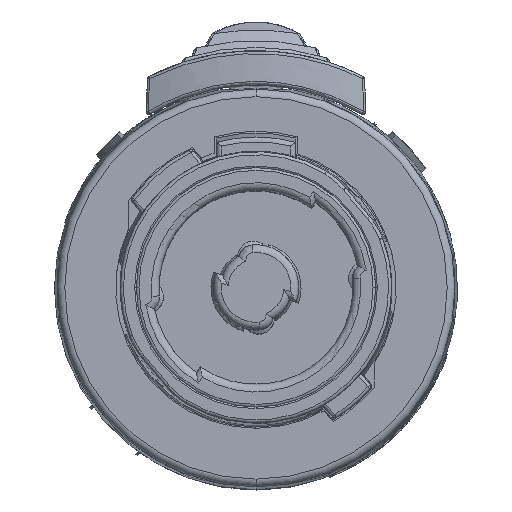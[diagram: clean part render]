
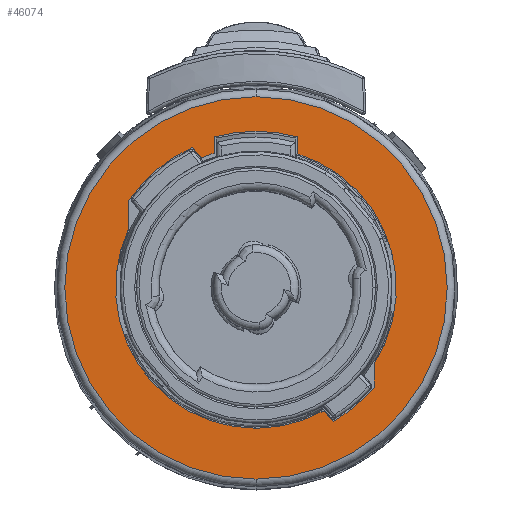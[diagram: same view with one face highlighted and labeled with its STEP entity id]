
A CAD part, top view. The second image highlights one B-rep face of the part: STEP entity #46074.
In plain terms, the highlighted planar face has unit normal (0, 0, 1).
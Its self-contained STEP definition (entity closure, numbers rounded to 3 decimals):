
#14504=CARTESIAN_POINT('',(0.,0.,0.15));
#14505=DIRECTION('',(0.,0.,1.));
#14506=DIRECTION('',(0.,1.,0.));
#14507=AXIS2_PLACEMENT_3D('',#14504,#14505,#14506);
#14509=CARTESIAN_POINT('',(0.,0.,0.15));
#14510=DIRECTION('',(0.,0.,-1.));
#14511=DIRECTION('',(0.,1.,0.));
#14512=AXIS2_PLACEMENT_3D('',#14509,#14510,#14511);
#14514=DIRECTION('',(0.,-1.,0.));
#14515=VECTOR('',#14514,1.813);
#14516=CARTESIAN_POINT('',(-8.209,5.622,0.15));
#14517=LINE('',#14516,#14515);
#14518=DIRECTION('',(0.643,-0.766,0.));
#14519=VECTOR('',#14518,0.915);
#14520=CARTESIAN_POINT('',(4.389,-7.914,0.15));
#14521=LINE('',#14520,#14519);
#14522=CARTESIAN_POINT('',(0.,0.,0.15));
#14523=DIRECTION('',(0.,0.,1.));
#14524=DIRECTION('',(0.5,-0.866,0.));
#14525=AXIS2_PLACEMENT_3D('',#14522,#14523,#14524);
#14527=DIRECTION('',(0.,1.,0.));
#14528=VECTOR('',#14527,1.516);
#14529=CARTESIAN_POINT('',(7.62,-6.398,0.15));
#14530=LINE('',#14529,#14528);
#14531=DIRECTION('',(0.,1.,0.));
#14532=VECTOR('',#14531,1.095);
#14533=CARTESIAN_POINT('',(2.7,8.638,0.15));
#14534=LINE('',#14533,#14532);
#14535=CARTESIAN_POINT('',(0.,0.,0.15));
#14536=DIRECTION('',(0.,0.,1.));
#14537=DIRECTION('',(0.267,0.964,0.));
#14538=AXIS2_PLACEMENT_3D('',#14535,#14536,#14537);
#14540=DIRECTION('',(0.,-1.,0.));
#14541=VECTOR('',#14540,1.042);
#14542=CARTESIAN_POINT('',(-2.7,9.732,0.15));
#14543=LINE('',#14542,#14541);
#14544=CARTESIAN_POINT('',(0.,0.,0.15));
#14545=DIRECTION('',(0.,0.,1.));
#14546=DIRECTION('',(-0.297,0.955,0.));
#14547=AXIS2_PLACEMENT_3D('',#14544,#14545,#14546);
#14549=DIRECTION('',(-0.643,0.766,0.));
#14550=VECTOR('',#14549,0.886);
#14551=CARTESIAN_POINT('',(-3.542,8.382,0.15));
#14552=LINE('',#14551,#14550);
#14553=CARTESIAN_POINT('',(0.,0.,0.15));
#14554=DIRECTION('',(0.,0.,1.));
#14555=DIRECTION('',(-0.413,0.911,0.));
#14556=AXIS2_PLACEMENT_3D('',#14553,#14554,#14555);
#18139=CARTESIAN_POINT('',(0.,0.,0.15));
#18140=DIRECTION('',(0.,0.,-1.));
#18141=DIRECTION('',(0.485,-0.875,0.));
#18142=AXIS2_PLACEMENT_3D('',#18139,#18140,#18141);
#18149=CARTESIAN_POINT('',(0.,0.,0.15));
#18150=DIRECTION('',(0.,0.,-1.));
#18151=DIRECTION('',(0.298,0.954,0.));
#18152=AXIS2_PLACEMENT_3D('',#18149,#18150,#18151);
#21087=CARTESIAN_POINT('',(0.,12.33,0.15));
#21089=VERTEX_POINT('',#21087);
#21094=CARTESIAN_POINT('',(0.,-12.33,0.15));
#21095=VERTEX_POINT('',#21094);
#21096=CARTESIAN_POINT('',(2.7,9.732,0.15));
#21097=CARTESIAN_POINT('',(-2.7,9.732,0.15));
#21098=VERTEX_POINT('',#21096);
#21099=VERTEX_POINT('',#21097);
#21100=CARTESIAN_POINT('',(-2.7,8.69,0.15));
#21101=VERTEX_POINT('',#21100);
#21118=CARTESIAN_POINT('',(2.7,8.638,0.15));
#21119=VERTEX_POINT('',#21118);
#21120=CARTESIAN_POINT('',(-4.111,9.061,0.15));
#21121=CARTESIAN_POINT('',(-8.209,5.622,0.15));
#21122=VERTEX_POINT('',#21120);
#21123=VERTEX_POINT('',#21121);
#21124=CARTESIAN_POINT('',(4.977,-8.616,0.15));
#21125=CARTESIAN_POINT('',(7.62,-6.398,0.15));
#21126=VERTEX_POINT('',#21124);
#21127=VERTEX_POINT('',#21125);
#21128=CARTESIAN_POINT('',(-8.209,3.809,0.15));
#21129=VERTEX_POINT('',#21128);
#21130=CARTESIAN_POINT('',(4.389,-7.914,0.15));
#21131=VERTEX_POINT('',#21130);
#21132=CARTESIAN_POINT('',(7.62,-4.882,0.15));
#21133=VERTEX_POINT('',#21132);
#21134=CARTESIAN_POINT('',(-3.542,8.382,0.15));
#21135=VERTEX_POINT('',#21134);
#46039=CARTESIAN_POINT('',(0.,0.,0.15));
#46040=DIRECTION('',(0.,0.,-1.));
#46041=DIRECTION('',(0.,-1.,0.));
#46042=AXIS2_PLACEMENT_3D('',#46039,#46040,#46041);
#46043=PLANE('',#46042);
#46044=ORIENTED_EDGE('',*,*,#46018,.F.);
#46045=ORIENTED_EDGE('',*,*,#46034,.T.);
#46046=EDGE_LOOP('',(#46044,#46045));
#46047=FACE_OUTER_BOUND('',#46046,.F.);
#46049=ORIENTED_EDGE('',*,*,#46048,.T.);
#46051=ORIENTED_EDGE('',*,*,#46050,.F.);
#46053=ORIENTED_EDGE('',*,*,#46052,.T.);
#46055=ORIENTED_EDGE('',*,*,#46054,.T.);
#46057=ORIENTED_EDGE('',*,*,#46056,.T.);
#46059=ORIENTED_EDGE('',*,*,#46058,.F.);
#46061=ORIENTED_EDGE('',*,*,#46060,.T.);
#46063=ORIENTED_EDGE('',*,*,#46062,.T.);
#46065=ORIENTED_EDGE('',*,*,#46064,.T.);
#46067=ORIENTED_EDGE('',*,*,#46066,.T.);
#46069=ORIENTED_EDGE('',*,*,#46068,.T.);
#46071=ORIENTED_EDGE('',*,*,#46070,.T.);
#46072=EDGE_LOOP('',(#46049,#46051,#46053,#46055,#46057,#46059,#46061,#46063,
#46065,#46067,#46069,#46071));
#46073=FACE_BOUND('',#46072,.F.);
#46074=ADVANCED_FACE('',(#46047,#46073),#46043,.F.);
#14508=CIRCLE('',#14507,12.33);
#14513=CIRCLE('',#14512,12.33);
#14526=CIRCLE('',#14525,9.95);
#14539=CIRCLE('',#14538,10.1);
#14548=CIRCLE('',#14547,9.1);
#14557=CIRCLE('',#14556,9.95);
#18143=CIRCLE('',#18142,9.05);
#18153=CIRCLE('',#18152,9.05);
#46018=EDGE_CURVE('',#21089,#21095,#14508,.T.);
#46034=EDGE_CURVE('',#21089,#21095,#14513,.T.);
#46048=EDGE_CURVE('',#21123,#21129,#14517,.T.);
#46050=EDGE_CURVE('',#21131,#21129,#18143,.T.);
#46052=EDGE_CURVE('',#21131,#21126,#14521,.T.);
#46054=EDGE_CURVE('',#21126,#21127,#14526,.T.);
#46056=EDGE_CURVE('',#21127,#21133,#14530,.T.);
#46058=EDGE_CURVE('',#21119,#21133,#18153,.T.);
#46060=EDGE_CURVE('',#21119,#21098,#14534,.T.);
#46062=EDGE_CURVE('',#21098,#21099,#14539,.T.);
#46064=EDGE_CURVE('',#21099,#21101,#14543,.T.);
#46066=EDGE_CURVE('',#21101,#21135,#14548,.T.);
#46068=EDGE_CURVE('',#21135,#21122,#14552,.T.);
#46070=EDGE_CURVE('',#21122,#21123,#14557,.T.);
